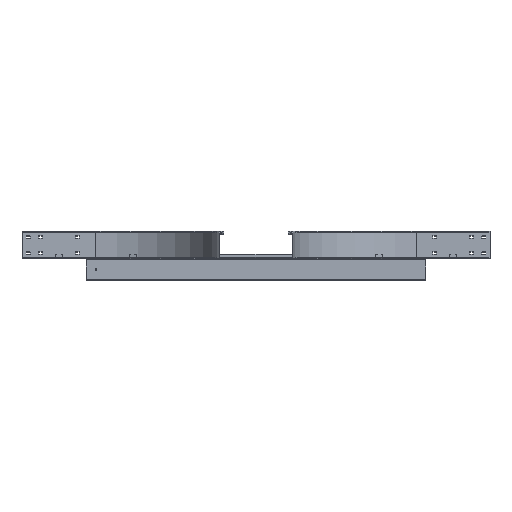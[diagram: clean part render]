
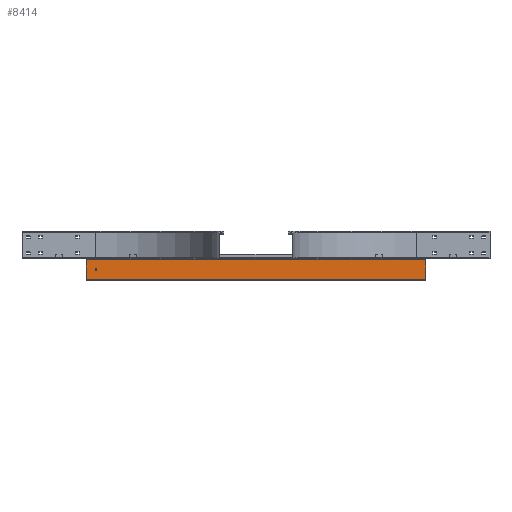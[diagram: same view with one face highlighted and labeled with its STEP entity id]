
A CAD part, top view. The second image highlights one B-rep face of the part: STEP entity #8414.
In plain terms, the highlighted face is planar.
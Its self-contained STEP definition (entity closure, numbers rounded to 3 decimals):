
#7841=DIRECTION('',(-1.,0.,0.));
#7842=VECTOR('',#7841,1380.);
#7843=CARTESIAN_POINT('',(1380.,0.,40.5));
#7844=LINE('',#7843,#7842);
#7888=DIRECTION('',(0.,0.,-1.));
#7889=VECTOR('',#7888,81.);
#7890=CARTESIAN_POINT('',(0.,0.,40.5));
#7891=LINE('',#7890,#7889);
#7937=DIRECTION('',(0.,0.,-1.));
#7938=VECTOR('',#7937,81.);
#7939=CARTESIAN_POINT('',(1380.,0.,40.5));
#7940=LINE('',#7939,#7938);
#7941=CARTESIAN_POINT('',(40.,0.,0.));
#7942=DIRECTION('',(0.,-1.,0.));
#7943=DIRECTION('',(0.,0.,-1.));
#7944=AXIS2_PLACEMENT_3D('',#7941,#7942,#7943);
#7946=CARTESIAN_POINT('',(40.,0.,0.));
#7947=DIRECTION('',(0.,-1.,0.));
#7948=DIRECTION('',(0.,0.,1.));
#7949=AXIS2_PLACEMENT_3D('',#7946,#7947,#7948);
#7955=DIRECTION('',(1.,0.,0.));
#7956=VECTOR('',#7955,1380.);
#7957=CARTESIAN_POINT('',(0.,0.,-40.5));
#7958=LINE('',#7957,#7956);
#8240=CARTESIAN_POINT('',(40.,0.,-3.));
#8241=VERTEX_POINT('',#8240);
#8242=CARTESIAN_POINT('',(40.,0.,3.));
#8243=VERTEX_POINT('',#8242);
#8280=CARTESIAN_POINT('',(0.,0.,-40.5));
#8281=VERTEX_POINT('',#8280);
#8282=CARTESIAN_POINT('',(1380.,0.,-40.5));
#8283=VERTEX_POINT('',#8282);
#8284=CARTESIAN_POINT('',(0.,0.,40.5));
#8285=VERTEX_POINT('',#8284);
#8286=CARTESIAN_POINT('',(1380.,0.,40.5));
#8287=VERTEX_POINT('',#8286);
#8396=CARTESIAN_POINT('',(1380.,0.,-40.5));
#8397=DIRECTION('',(0.,-1.,0.));
#8398=DIRECTION('',(0.,0.,-1.));
#8399=AXIS2_PLACEMENT_3D('',#8396,#8397,#8398);
#8400=PLANE('',#8399);
#8401=ORIENTED_EDGE('',*,*,#8331,.T.);
#8403=ORIENTED_EDGE('',*,*,#8402,.T.);
#8404=ORIENTED_EDGE('',*,*,#8375,.F.);
#8405=ORIENTED_EDGE('',*,*,#8299,.T.);
#8406=EDGE_LOOP('',(#8401,#8403,#8404,#8405));
#8407=FACE_OUTER_BOUND('',#8406,.F.);
#8409=ORIENTED_EDGE('',*,*,#8408,.F.);
#8411=ORIENTED_EDGE('',*,*,#8410,.F.);
#8412=EDGE_LOOP('',(#8409,#8411));
#8413=FACE_BOUND('',#8412,.F.);
#8414=ADVANCED_FACE('',(#8407,#8413),#8400,.F.);
#7945=CIRCLE('',#7944,3.);
#7950=CIRCLE('',#7949,3.);
#8299=EDGE_CURVE('',#8287,#8285,#7844,.T.);
#8331=EDGE_CURVE('',#8285,#8281,#7891,.T.);
#8375=EDGE_CURVE('',#8287,#8283,#7940,.T.);
#8402=EDGE_CURVE('',#8281,#8283,#7958,.T.);
#8408=EDGE_CURVE('',#8241,#8243,#7945,.T.);
#8410=EDGE_CURVE('',#8243,#8241,#7950,.T.);
